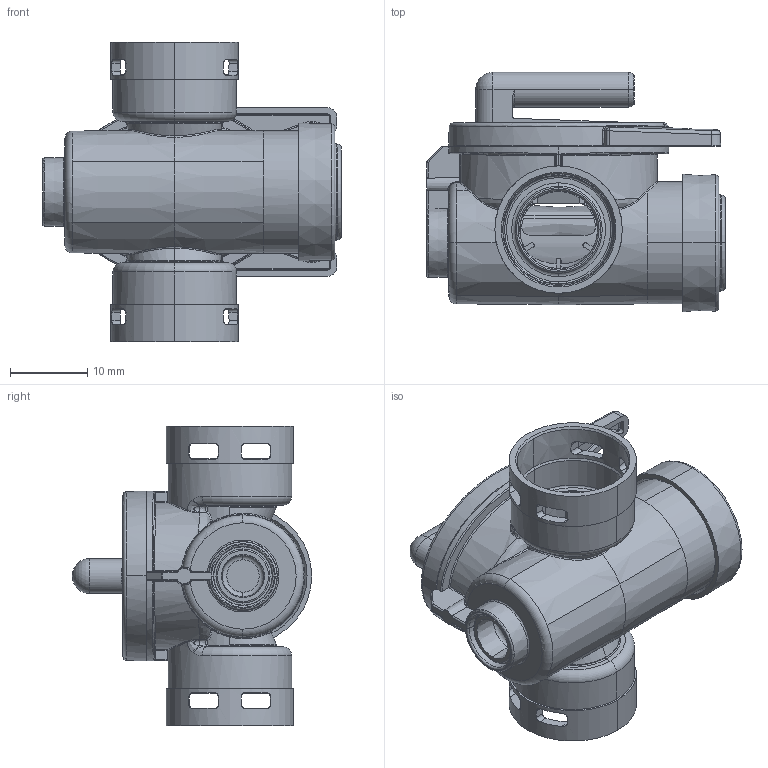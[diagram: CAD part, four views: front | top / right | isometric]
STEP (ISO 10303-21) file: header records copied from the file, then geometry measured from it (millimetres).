
FILE_DESCRIPTION (( 'STEP AP214' ), '1' );
FILE_NAME ('QX13-DL.STEP', '2020-05-11T15:36:49', ( '' ), ( '' ), 'SwSTEP 2.0', 'SolidWorks 2018', '' );
FILE_SCHEMA (( 'AUTOMOTIVE_DESIGN' ));
Length unit declared in the file: millimetre
Products named in the file (8): QX-LipSeal8mm; QX13-TCD_Dilution; QX13-SCAP; QX13-HSG_QX13-HSG-DL; QX13-RTR; QX13-PLUG; QX13-BRL_TDC; QX13-DL
Assembly tree (7 placements, depth 2):
  QX13-DL
    QX13-HSG_QX13-HSG-DL
    QX13-RTR
    QX-LipSeal8mm
    QX13-BRL_TDC
    QX13-SCAP
    QX13-PLUG
    QX13-TCD_Dilution
Bounding box: 38.7 x 31 x 38.8 mm (x, y, z)
Volume: 8593.7 mm3; surface area: 17185.6 mm2
Topology: 7 solids, 7 shells, 1471 faces, 3746 edges, 2251 vertices
Faces by surface type: bspline 504, plane 311, cylinder 241, cone 184, torus 164, sphere 67
Entity records: 89795 total; most frequent: CARTESIAN_POINT 58544, ORIENTED_EDGE 7388, DIRECTION 5280, EDGE_CURVE 3694, VERTEX_POINT 2249, AXIS2_PLACEMENT_3D 2173, EDGE_LOOP 1525, ADVANCED_FACE 1471
